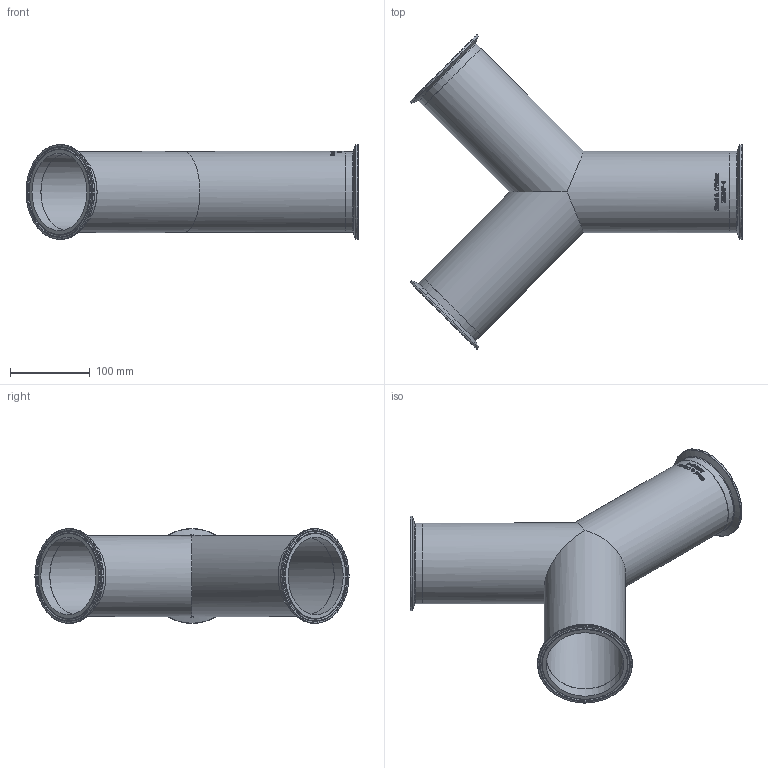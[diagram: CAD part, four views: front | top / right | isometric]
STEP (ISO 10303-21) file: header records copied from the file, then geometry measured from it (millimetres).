
FILE_DESCRIPTION(/* description */ (''),/* implementation_level */ '2;1');
FILE_NAME(/* name */ '28BMP-4.stp',/* time_stamp */ '2021-12-21T11:31:03-05:00',/* author */ ('rick'),/* organization */ (''),/* preprocessor_version */ 'ST-DEVELOPER v18.1',/* originating_system */ 'Autodesk Inventor 2020',/* authorisation */ '');
FILE_SCHEMA (('AUTOMOTIVE_DESIGN { 1 0 10303 214 3 1 1 }'));
Length unit declared in the file: inch
Products named in the file (1): 28BMP-4
Bounding box: 415.88 x 393.57 x 118.92 mm (x, y, z)
Volume: 430796.7 mm3; surface area: 394266.4 mm2
Topology: 1 solids, 1 shells, 409 faces, 1129 edges, 765 vertices
Faces by surface type: bspline 171, plane 153, cylinder 52, torus 24, cone 9
Full cylindrical faces by diameter (mm): 97.384 x6, 101.6 x6, 118.923 x3
Entity records: 16759 total; most frequent: CARTESIAN_POINT 6986, ORIENTED_EDGE 2258, DIRECTION 1602, EDGE_CURVE 1129, VERTEX_POINT 765, AXIS2_PLACEMENT_3D 576, EDGE_LOOP 456, LINE 450
